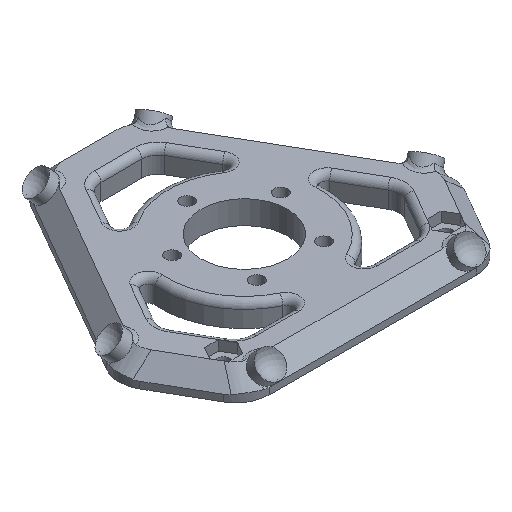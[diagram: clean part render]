
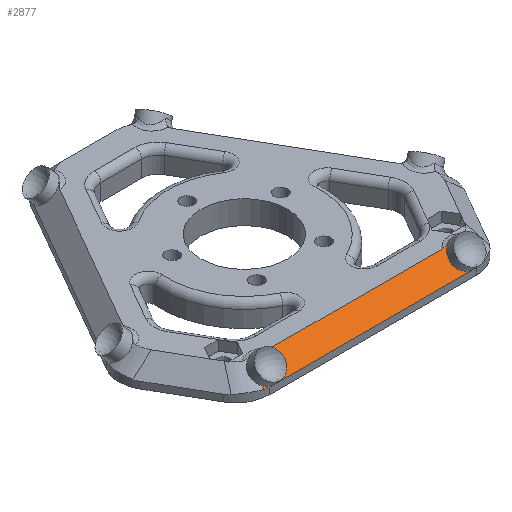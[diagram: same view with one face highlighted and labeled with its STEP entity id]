
A CAD part, isometric view. The second image highlights one B-rep face of the part: STEP entity #2877.
In plain terms, the highlighted planar face has unit normal (0, -0.707, 0.707).
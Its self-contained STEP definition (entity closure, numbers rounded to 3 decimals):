
#115=B_SPLINE_CURVE_WITH_KNOTS('',3,(#4611,#4612,#4613,#4614,#4615,#4616,
#4617,#4618,#4619,#4620),.UNSPECIFIED.,.F.,.F.,(4,2,2,2,4),(0.,0.068,
0.144,0.226,0.323),.UNSPECIFIED.);
#117=B_SPLINE_CURVE_WITH_KNOTS('',3,(#4662,#4663,#4664,#4665,#4666,#4667),
 .UNSPECIFIED.,.F.,.F.,(4,2,4),(0.,0.155,0.325),
 .UNSPECIFIED.);
#272=CIRCLE('',#3140,4.);
#273=CIRCLE('',#3143,4.);
#384=FACE_OUTER_BOUND('',#562,.T.);
#562=EDGE_LOOP('',(#2261,#2262,#2263,#2264,#2265,#2266,#2267,#2268,#2269,
#2270));
#711=LINE('',#4260,#932);
#722=LINE('',#4348,#943);
#768=LINE('',#4831,#989);
#769=LINE('',#4835,#990);
#932=VECTOR('',#3368,0.819);
#943=VECTOR('',#3429,51.872);
#989=VECTOR('',#3745,0.819);
#990=VECTOR('',#3748,62.376);
#1138=ELLIPSE('',#3151,14.142,10.);
#1139=ELLIPSE('',#3152,14.142,10.);
#1201=VERTEX_POINT('',#4243);
#1202=VERTEX_POINT('',#4259);
#1233=VERTEX_POINT('',#4345);
#1234=VERTEX_POINT('',#4347);
#1304=VERTEX_POINT('',#4610);
#1306=VERTEX_POINT('',#4660);
#1307=VERTEX_POINT('',#4669);
#1317=VERTEX_POINT('',#4830);
#1318=VERTEX_POINT('',#4832);
#1319=VERTEX_POINT('',#4834);
#1499=EDGE_CURVE('',#1201,#1202,#711,.T.);
#1536=EDGE_CURVE('',#1234,#1233,#722,.T.);
#1653=EDGE_CURVE('',#1234,#1304,#115,.T.);
#1655=EDGE_CURVE('',#1304,#1201,#272,.T.);
#1658=EDGE_CURVE('',#1306,#1233,#117,.T.);
#1659=EDGE_CURVE('',#1306,#1307,#273,.T.);
#1674=EDGE_CURVE('',#1317,#1307,#768,.T.);
#1675=EDGE_CURVE('',#1318,#1317,#1138,.T.);
#1676=EDGE_CURVE('',#1318,#1319,#769,.T.);
#1677=EDGE_CURVE('',#1202,#1319,#1139,.T.);
#2261=ORIENTED_EDGE('',*,*,#1655,.F.);
#2262=ORIENTED_EDGE('',*,*,#1653,.F.);
#2263=ORIENTED_EDGE('',*,*,#1536,.T.);
#2264=ORIENTED_EDGE('',*,*,#1658,.F.);
#2265=ORIENTED_EDGE('',*,*,#1659,.T.);
#2266=ORIENTED_EDGE('',*,*,#1674,.F.);
#2267=ORIENTED_EDGE('',*,*,#1675,.F.);
#2268=ORIENTED_EDGE('',*,*,#1676,.T.);
#2269=ORIENTED_EDGE('',*,*,#1677,.F.);
#2270=ORIENTED_EDGE('',*,*,#1499,.F.);
#2751=PLANE('',#3150);
#2877=ADVANCED_FACE('',(#384),#2751,.T.);
#3140=AXIS2_PLACEMENT_3D('',#4623,#3723,#3724);
#3143=AXIS2_PLACEMENT_3D('',#4670,#3729,#3730);
#3150=AXIS2_PLACEMENT_3D('',#4829,#3743,#3744);
#3151=AXIS2_PLACEMENT_3D('',#4833,#3746,#3747);
#3152=AXIS2_PLACEMENT_3D('',#4836,#3749,#3750);
#3368=DIRECTION('',(0.378,-0.655,-0.655));
#3429=DIRECTION('',(-1.,0.,0.));
#3723=DIRECTION('center_axis',(0.,-0.707,0.707));
#3724=DIRECTION('ref_axis',(0.,0.707,0.707));
#3729=DIRECTION('center_axis',(0.,0.707,-0.707));
#3730=DIRECTION('ref_axis',(0.,0.707,0.707));
#3743=DIRECTION('center_axis',(0.,-0.707,0.707));
#3744=DIRECTION('ref_axis',(1.,0.,0.));
#3745=DIRECTION('',(0.378,0.655,0.655));
#3746=DIRECTION('center_axis',(0.,0.707,-0.707));
#3747=DIRECTION('ref_axis',(0.,-0.707,-0.707));
#3748=DIRECTION('',(1.,0.,0.));
#3749=DIRECTION('center_axis',(0.,0.707,-0.707));
#3750=DIRECTION('ref_axis',(0.,-0.707,-0.707));
#4243=CARTESIAN_POINT('',(32.494,-37.993,2.667));
#4259=CARTESIAN_POINT('',(32.803,-38.529,2.131));
#4260=CARTESIAN_POINT('',(27.729,-29.74,10.92));
#4345=CARTESIAN_POINT('',(-25.936,-33.66,7.));
#4347=CARTESIAN_POINT('',(25.936,-33.66,7.));
#4348=CARTESIAN_POINT('',(-18.481,-33.66,7.));
#4610=CARTESIAN_POINT('',(29.05,-33.034,7.626));
#4611=CARTESIAN_POINT('Ctrl Pts',(25.936,-33.66,7.));
#4612=CARTESIAN_POINT('Ctrl Pts',(26.164,-33.66,7.));
#4613=CARTESIAN_POINT('Ctrl Pts',(26.395,-33.636,7.024));
#4614=CARTESIAN_POINT('Ctrl Pts',(26.862,-33.56,7.1));
#4615=CARTESIAN_POINT('Ctrl Pts',(27.108,-33.505,7.155));
#4616=CARTESIAN_POINT('Ctrl Pts',(27.6,-33.383,7.277));
#4617=CARTESIAN_POINT('Ctrl Pts',(27.855,-33.313,7.347));
#4618=CARTESIAN_POINT('Ctrl Pts',(28.418,-33.166,7.494));
#4619=CARTESIAN_POINT('Ctrl Pts',(28.732,-33.089,7.571));
#4620=CARTESIAN_POINT('Ctrl Pts',(29.05,-33.034,7.626));
#4623=CARTESIAN_POINT('Origin',(30.,-35.782,4.879));
#4660=CARTESIAN_POINT('',(-29.05,-33.034,7.626));
#4662=CARTESIAN_POINT('Ctrl Pts',(-29.05,-33.034,7.626));
#4663=CARTESIAN_POINT('Ctrl Pts',(-28.55,-33.12,7.54));
#4664=CARTESIAN_POINT('Ctrl Pts',(-28.07,-33.258,7.402));
#4665=CARTESIAN_POINT('Ctrl Pts',(-27.043,-33.526,7.134));
#4666=CARTESIAN_POINT('Ctrl Pts',(-26.469,-33.66,7.));
#4667=CARTESIAN_POINT('Ctrl Pts',(-25.936,-33.66,7.));
#4669=CARTESIAN_POINT('',(-32.494,-37.993,2.667));
#4670=CARTESIAN_POINT('Origin',(-30.,-35.782,4.879));
#4829=CARTESIAN_POINT('Origin',(-18.481,-36.16,4.5));
#4830=CARTESIAN_POINT('',(-32.803,-38.529,2.131));
#4831=CARTESIAN_POINT('',(-29.298,-32.457,8.203));
#4832=CARTESIAN_POINT('',(-31.188,-38.66,2.));
#4833=CARTESIAN_POINT('Origin',(-31.188,-28.66,12.));
#4834=CARTESIAN_POINT('',(31.188,-38.66,2.));
#4835=CARTESIAN_POINT('',(-18.481,-38.66,2.));
#4836=CARTESIAN_POINT('Origin',(31.188,-28.66,12.));
